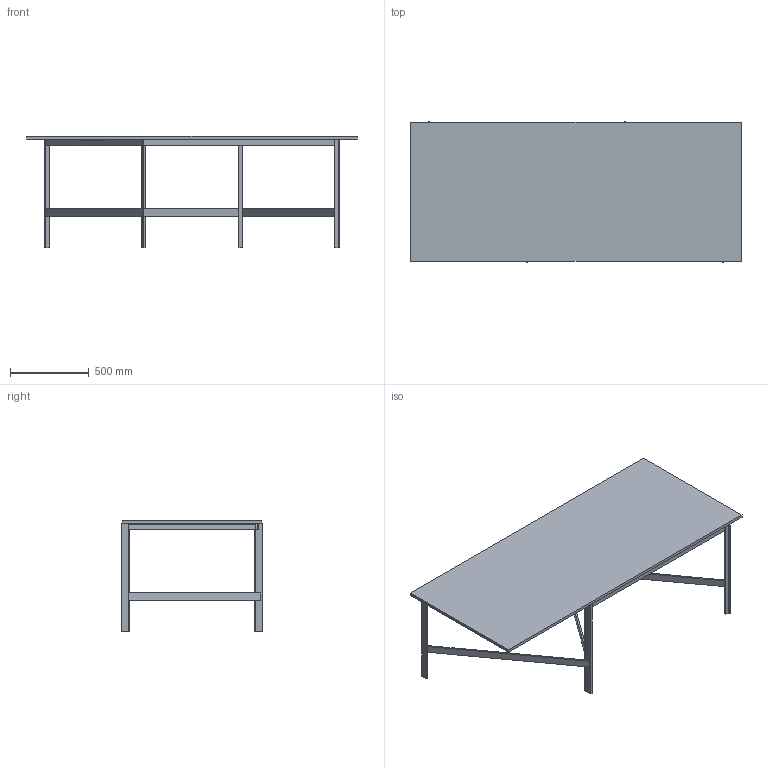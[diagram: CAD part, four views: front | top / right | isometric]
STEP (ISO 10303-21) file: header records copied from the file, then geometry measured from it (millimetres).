
FILE_DESCRIPTION(/* description */ (''),/* implementation_level */ '2;1');
FILE_NAME(/* name */ 'Plank_CB-334-210_3D',/* time_stamp */ '2023-10-06T13:43:11+02:00',/* author */ (''),/* organization */ (''),/* preprocessor_version */ 'ST-DEVELOPER v16.5',/* originating_system */ 'Rhino 7.31',/* authorisation */ '');
FILE_SCHEMA (('AUTOMOTIVE_DESIGN'));
Length unit declared in the file: centimetre
Products named in the file (2): Document; Plank_CB-334-210
Assembly tree (1 placements, depth 2):
  Document
    Plank_CB-334-210
Bounding box: 2100 x 900 x 706 mm (x, y, z)
Volume: 38535958.6 mm3; surface area: 5642431.1 mm2
Topology: 8 solids, 28 shells, 158 faces, 442 edges, 312 vertices
Faces by surface type: plane 158
Entity records: 4649 total; most frequent: CARTESIAN_POINT 1405, ORIENTED_EDGE 740, EDGE_CURVE 442, B_SPLINE_CURVE_WITH_KNOTS 442, VERTEX_POINT 312, DIRECTION 168, AXIS2_PLACEMENT_3D 163, ADVANCED_FACE 158
